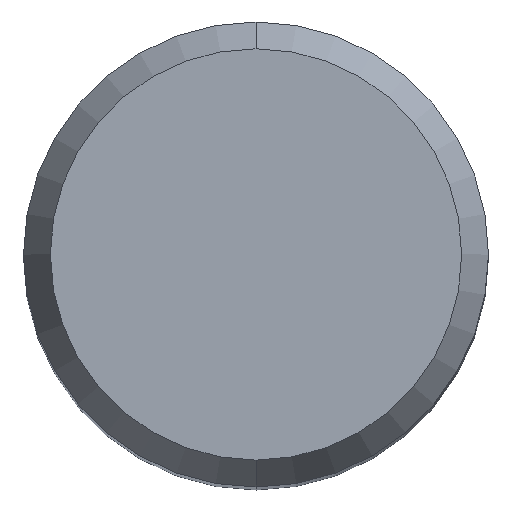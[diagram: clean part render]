
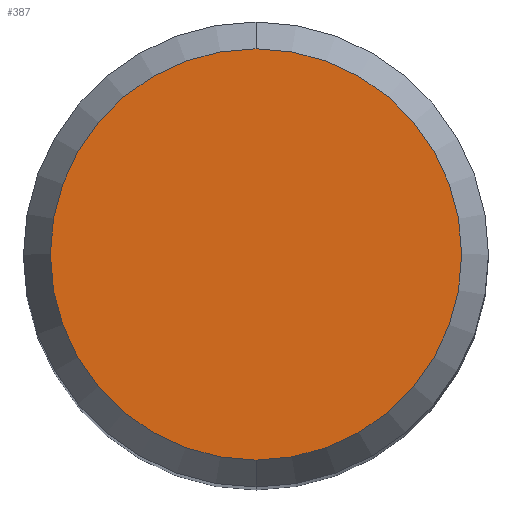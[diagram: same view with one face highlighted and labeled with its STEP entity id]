
A CAD part, top view. The second image highlights one B-rep face of the part: STEP entity #387.
In plain terms, the highlighted planar face has unit normal (0, 0, 1).
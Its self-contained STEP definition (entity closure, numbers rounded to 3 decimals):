
#197=VERTEX_POINT('',#489);
#227=EDGE_CURVE('',#197,#231,#521,.T.);
#231=VERTEX_POINT('',#525);
#387=ADVANCED_FACE('',(#697),#698,.T.);
#405=EDGE_CURVE('',#231,#197,#718,.T.);
#489=CARTESIAN_POINT('',(0.0,4.423,0.0));
#521=CIRCLE('',#891,4.423);
#525=CARTESIAN_POINT('',(0.,-4.423,0.0));
#697=FACE_OUTER_BOUND('',#1323,.T.);
#698=PLANE('',#1324);
#718=CIRCLE('',#1350,4.423);
#891=AXIS2_PLACEMENT_3D('',#1471,#1472,#1473);
#1323=EDGE_LOOP('',(#1652,#1653));
#1324=AXIS2_PLACEMENT_3D('',#1654,#1655,#1656);
#1350=AXIS2_PLACEMENT_3D('',#1681,#1682,#1683);
#1471=CARTESIAN_POINT('',(0.0,0.0,0.0));
#1472=DIRECTION('',(0.0,0.0,-1.0));
#1473=DIRECTION('',(0.0,1.0,0.0));
#1652=ORIENTED_EDGE('',*,*,#227,.F.);
#1653=ORIENTED_EDGE('',*,*,#405,.F.);
#1654=CARTESIAN_POINT('',(0.0,2.211,0.0));
#1655=DIRECTION('',(-0.0,0.0,1.0));
#1656=DIRECTION('',(0.0,-1.0,0.0));
#1681=CARTESIAN_POINT('',(0.0,0.0,0.0));
#1682=DIRECTION('',(0.0,0.0,-1.0));
#1683=DIRECTION('',(0.0,1.0,0.0));
